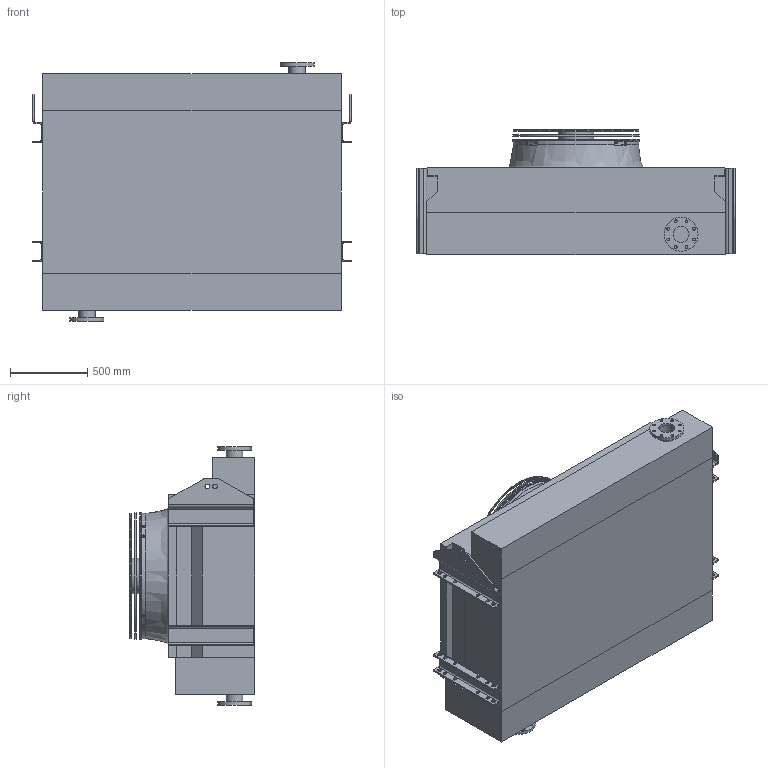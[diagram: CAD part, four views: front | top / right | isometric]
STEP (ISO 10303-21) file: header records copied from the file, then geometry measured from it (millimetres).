
FILE_DESCRIPTION (( 'STEP AP203' ), '1' );
FILE_NAME ('BOL__01C_I.STEP', '2017-03-24T09:48:00', ( 'Alfa Laval' ), ( 'Alfa Laval' ), 'SwSTEP 2.0', 'SolidWorks 2016', '' );
FILE_SCHEMA (( 'CONFIG_CONTROL_DESIGN' ));
Length unit declared in the file: millimetre
Products named in the file (4): BOFA_LIGHT_�800; BOL__01C_I; BO_ON BOARD_LIGHT_BOCF_48T_C_1M; BOFE_I_LIGHT_BOL1C
Assembly tree (3 placements, depth 2):
  BOL__01C_I
    BO_ON BOARD_LIGHT_BOCF_48T_C_1M
    BOFE_I_LIGHT_BOL1C
    BOFA_LIGHT_�800
Bounding box: 2060 x 812 x 1670 mm (x, y, z)
Volume: 1587509532 mm3; surface area: 16024052.9 mm2
Topology: 26 solids, 27 shells, 436 faces, 1134 edges, 762 vertices
Faces by surface type: plane 198, cylinder 178, torus 53, cone 6, bspline 1
Full cylindrical faces by diameter (mm): 18 x16, 25 x12, 30 x4, 103 x2, 108 x2, 220 x2, 228 x1, 236 x1, 262.56 x1, 276 x1, 308 x1, 328 x1, 405 x1, 425 x1, 502 x1, 522 x1, 599 x1, 619 x1, 696 x1, 716 x1, 793 x1, 812 x1
Entity records: 15263 total; most frequent: CARTESIAN_POINT 4038, DIRECTION 2341, ORIENTED_EDGE 2056, EDGE_CURVE 1028, AXIS2_PLACEMENT_3D 926, VERTEX_POINT 720, EDGE_LOOP 656, FACE_OUTER_BOUND 494
